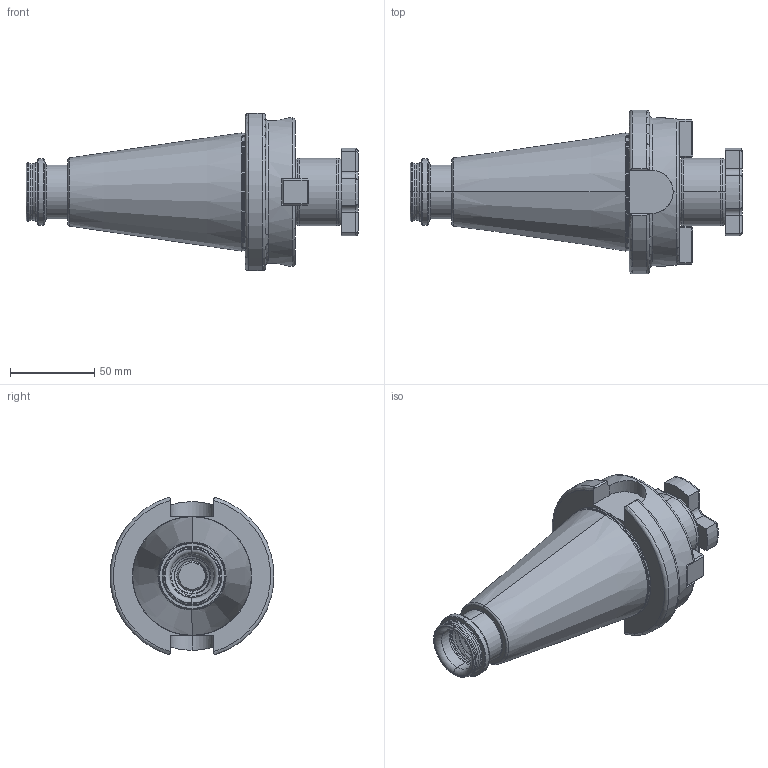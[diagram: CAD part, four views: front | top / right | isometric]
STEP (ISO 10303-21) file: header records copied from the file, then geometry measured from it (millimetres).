
FILE_DESCRIPTION (( 'STEP AP203' ), '1' );
FILE_NAME ('501.11.40.STEP', '2016-11-26T05:33:06', ( '' ), ( '' ), 'SwSTEP 2.0', 'SolidWorks 2012', '' );
FILE_SCHEMA (( 'CONFIG_CONTROL_DESIGN' ));
Length unit declared in the file: millimetre
Products named in the file (5): 十字螺絲FMB40; 501.11.40; 102.11.32_M5xP0.8-14L; 面銑刀墊塊40
Assembly tree (6 placements, depth 2):
  501.11.40
    501.11.40
    面銑刀墊塊40  x2
    102.11.32_M5xP0.8-14L  x2
    十字螺絲FMB40
Bounding box: 196.8 x 96.94 x 93.3 mm (x, y, z)
Volume: 451611.9 mm3; surface area: 80055.4 mm2
Topology: 6 solids, 6 shells, 647 faces, 1680 edges, 1048 vertices
Faces by surface type: cylinder 337, plane 135, cone 72, torus 66, bspline 37
Entity records: 37362 total; most frequent: CARTESIAN_POINT 24966, ORIENTED_EDGE 2860, DIRECTION 2157, EDGE_CURVE 1430, VERTEX_POINT 903, AXIS2_PLACEMENT_3D 820, EDGE_LOOP 563, FACE_OUTER_BOUND 547
